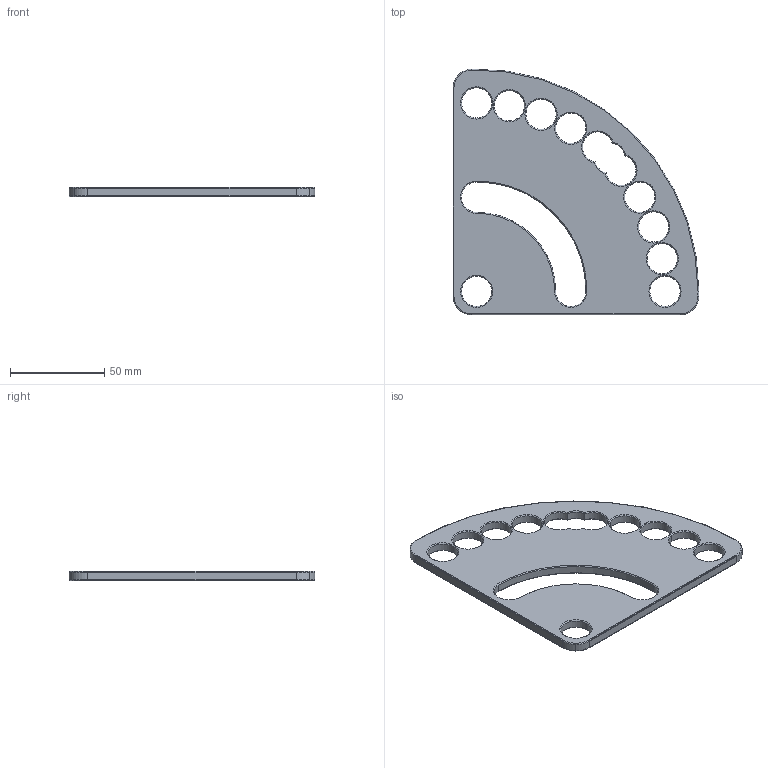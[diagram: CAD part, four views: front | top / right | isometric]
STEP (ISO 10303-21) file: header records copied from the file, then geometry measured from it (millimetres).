
FILE_DESCRIPTION(('STEP AP214'),'1');
FILE_NAME('160455.STP','2011-09-06T10:58:23',(' '),(' '),'Spatial InterOp 3D',' ',' ');
FILE_SCHEMA(('automotive_design'));
Length unit declared in the file: millimetre
Products named in the file (1): gerades Prisma
Bounding box: 130.5 x 130.47 x 5 mm (x, y, z)
Volume: 50821.4 mm3; surface area: 25835.9 mm2
Topology: 1 solids, 1 shells, 127 faces, 309 edges, 184 vertices
Faces by surface type: cone 68, cylinder 45, torus 10, plane 4
Entity records: 4837 total; most frequent: DIRECTION 747, CARTESIAN_POINT 645, ORIENTED_EDGE 618, AXIS2_PLACEMENT_3D 318, EDGE_CURVE 309, CIRCLE 190, VERTEX_POINT 184, EDGE_LOOP 149
